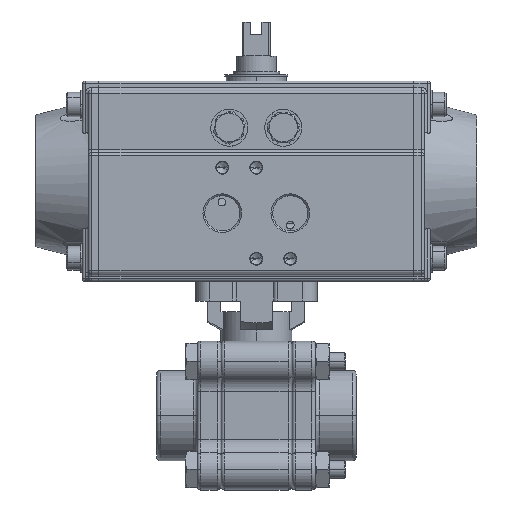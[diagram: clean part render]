
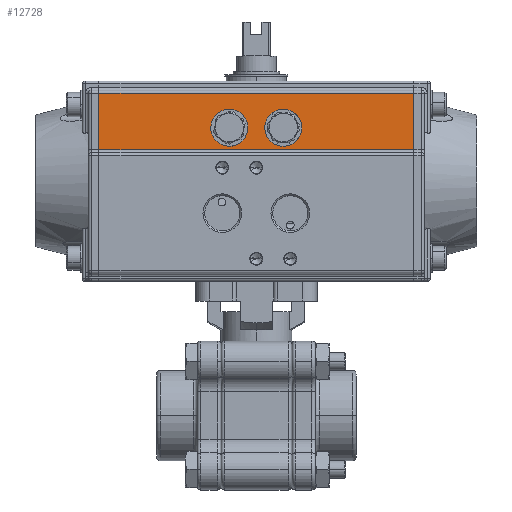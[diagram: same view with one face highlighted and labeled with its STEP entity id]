
A CAD part, top view. The second image highlights one B-rep face of the part: STEP entity #12728.
In plain terms, the highlighted face is planar.
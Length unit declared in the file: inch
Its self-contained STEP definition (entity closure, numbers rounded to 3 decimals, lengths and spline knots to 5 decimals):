
#2889 = LINE ( 'NONE', #9578, #8140 ) ;
#2930 = DIRECTION ( 'NONE',  ( 0., 0., -1. ) ) ;
#2971 = AXIS2_PLACEMENT_3D ( 'NONE', #32798, #18701, #8069 ) ;
#3422 = CARTESIAN_POINT ( 'NONE',  ( -2.1748, 0.43012, -0.9439 ) ) ;
#3446 = LINE ( 'NONE', #35307, #15693 ) ;
#3618 = DIRECTION ( 'NONE',  ( 0., 1., 0. ) ) ;
#4622 = EDGE_CURVE ( 'NONE', #9341, #6785, #23155, .T. ) ;
#4862 = ORIENTED_EDGE ( 'NONE', *, *, #25469, .F. ) ;
#5572 = ORIENTED_EDGE ( 'NONE', *, *, #42290, .F. ) ;
#6182 = CARTESIAN_POINT ( 'NONE',  ( 0.37323, 0.73839, -0.9439 ) ) ;
#6427 = CIRCLE ( 'NONE', #32249, 0.25394 ) ;
#6785 = VERTEX_POINT ( 'NONE', #15924 ) ;
#7666 = ORIENTED_EDGE ( 'NONE', *, *, #39604, .T. ) ;
#7891 = PLANE ( 'NONE',  #9669 ) ;
#8069 = DIRECTION ( 'NONE',  ( 0., 1., 0. ) ) ;
#8140 = VECTOR ( 'NONE', #20900, 39.37008 ) ;
#8284 = EDGE_CURVE ( 'NONE', #10557, #31008, #6427, .T. ) ;
#8538 = VERTEX_POINT ( 'NONE', #22308 ) ;
#8886 = AXIS2_PLACEMENT_3D ( 'NONE', #17005, #20262, #13301 ) ;
#9341 = VERTEX_POINT ( 'NONE', #3422 ) ;
#9578 = CARTESIAN_POINT ( 'NONE',  ( 2.1748, 0.39075, -0.9439 ) ) ;
#9640 = AXIS2_PLACEMENT_3D ( 'NONE', #6182, #2930, #3618 ) ;
#9669 = AXIS2_PLACEMENT_3D ( 'NONE', #28676, #36532, #18502 ) ;
#10321 = LINE ( 'NONE', #31360, #18291 ) ;
#10543 = CARTESIAN_POINT ( 'NONE',  ( -0.37323, 0.99232, -0.9439 ) ) ;
#10557 = VERTEX_POINT ( 'NONE', #10543 ) ;
#12068 = EDGE_LOOP ( 'NONE', ( #31540, #5572 ) ) ;
#12728 = ADVANCED_FACE ( 'NONE', ( #22431, #28915, #40013 ), #7891, .F. ) ;
#13071 = VECTOR ( 'NONE', #37938, 39.37008 ) ;
#13301 = DIRECTION ( 'NONE',  ( 0., 1., 0. ) ) ;
#13510 = ORIENTED_EDGE ( 'NONE', *, *, #44710, .F. ) ;
#15693 = VECTOR ( 'NONE', #31388, 39.37008 ) ;
#15924 = CARTESIAN_POINT ( 'NONE',  ( -2.1748, 1.21752, -0.9439 ) ) ;
#16967 = CIRCLE ( 'NONE', #2971, 0.25394 ) ;
#17005 = CARTESIAN_POINT ( 'NONE',  ( 0.37323, 0.73839, -0.9439 ) ) ;
#18291 = VECTOR ( 'NONE', #28966, 39.37008 ) ;
#18502 = DIRECTION ( 'NONE',  ( 0., -1., 0. ) ) ;
#18701 = DIRECTION ( 'NONE',  ( 0., 0., -1. ) ) ;
#18898 = CARTESIAN_POINT ( 'NONE',  ( -0.37323, 0.73839, -0.9439 ) ) ;
#19112 = DIRECTION ( 'NONE',  ( 0., 0., -1. ) ) ;
#20262 = DIRECTION ( 'NONE',  ( 0., 0., -1. ) ) ;
#20900 = DIRECTION ( 'NONE',  ( 0., 1., 0. ) ) ;
#21137 = CARTESIAN_POINT ( 'NONE',  ( 2.1748, 1.21752, -0.9439 ) ) ;
#22135 = EDGE_CURVE ( 'NONE', #44603, #44800, #36948, .T. ) ;
#22308 = CARTESIAN_POINT ( 'NONE',  ( 2.1748, 0.43012, -0.9439 ) ) ;
#22431 = FACE_BOUND ( 'NONE', #12068, .T. ) ;
#23004 = EDGE_LOOP ( 'NONE', ( #13510, #23691 ) ) ;
#23155 = LINE ( 'NONE', #30545, #13071 ) ;
#23691 = ORIENTED_EDGE ( 'NONE', *, *, #22135, .F. ) ;
#24403 = CIRCLE ( 'NONE', #8886, 0.25394 ) ;
#25469 = EDGE_CURVE ( 'NONE', #8538, #32259, #2889, .T. ) ;
#28145 = EDGE_CURVE ( 'NONE', #6785, #32259, #3446, .T. ) ;
#28676 = CARTESIAN_POINT ( 'NONE',  ( 2.1748, 0.39075, -0.9439 ) ) ;
#28915 = FACE_BOUND ( 'NONE', #23004, .T. ) ;
#28966 = DIRECTION ( 'NONE',  ( -1., 0., 0. ) ) ;
#29768 = DIRECTION ( 'NONE',  ( 0., 1., 0. ) ) ;
#30545 = CARTESIAN_POINT ( 'NONE',  ( -2.1748, 0.39075, -0.9439 ) ) ;
#31008 = VERTEX_POINT ( 'NONE', #41545 ) ;
#31360 = CARTESIAN_POINT ( 'NONE',  ( -2.1748, 0.43012, -0.9439 ) ) ;
#31388 = DIRECTION ( 'NONE',  ( 1., 0., 0. ) ) ;
#31540 = ORIENTED_EDGE ( 'NONE', *, *, #8284, .F. ) ;
#32249 = AXIS2_PLACEMENT_3D ( 'NONE', #18898, #19112, #29768 ) ;
#32259 = VERTEX_POINT ( 'NONE', #21137 ) ;
#32798 = CARTESIAN_POINT ( 'NONE',  ( -0.37323, 0.73839, -0.9439 ) ) ;
#35307 = CARTESIAN_POINT ( 'NONE',  ( 2.1748, 1.21752, -0.9439 ) ) ;
#35728 = CARTESIAN_POINT ( 'NONE',  ( 0.37323, 0.99232, -0.9439 ) ) ;
#36532 = DIRECTION ( 'NONE',  ( 0., 0., 1. ) ) ;
#36948 = CIRCLE ( 'NONE', #9640, 0.25394 ) ;
#37142 = CARTESIAN_POINT ( 'NONE',  ( 0.37323, 0.48445, -0.9439 ) ) ;
#37938 = DIRECTION ( 'NONE',  ( 0., 1., 0. ) ) ;
#39604 = EDGE_CURVE ( 'NONE', #8538, #9341, #10321, .T. ) ;
#39761 = ORIENTED_EDGE ( 'NONE', *, *, #4622, .T. ) ;
#40013 = FACE_OUTER_BOUND ( 'NONE', #42242, .T. ) ;
#41545 = CARTESIAN_POINT ( 'NONE',  ( -0.37323, 0.48445, -0.9439 ) ) ;
#42242 = EDGE_LOOP ( 'NONE', ( #4862, #7666, #39761, #42860 ) ) ;
#42290 = EDGE_CURVE ( 'NONE', #31008, #10557, #16967, .T. ) ;
#42860 = ORIENTED_EDGE ( 'NONE', *, *, #28145, .T. ) ;
#44603 = VERTEX_POINT ( 'NONE', #37142 ) ;
#44710 = EDGE_CURVE ( 'NONE', #44800, #44603, #24403, .T. ) ;
#44800 = VERTEX_POINT ( 'NONE', #35728 ) ;
